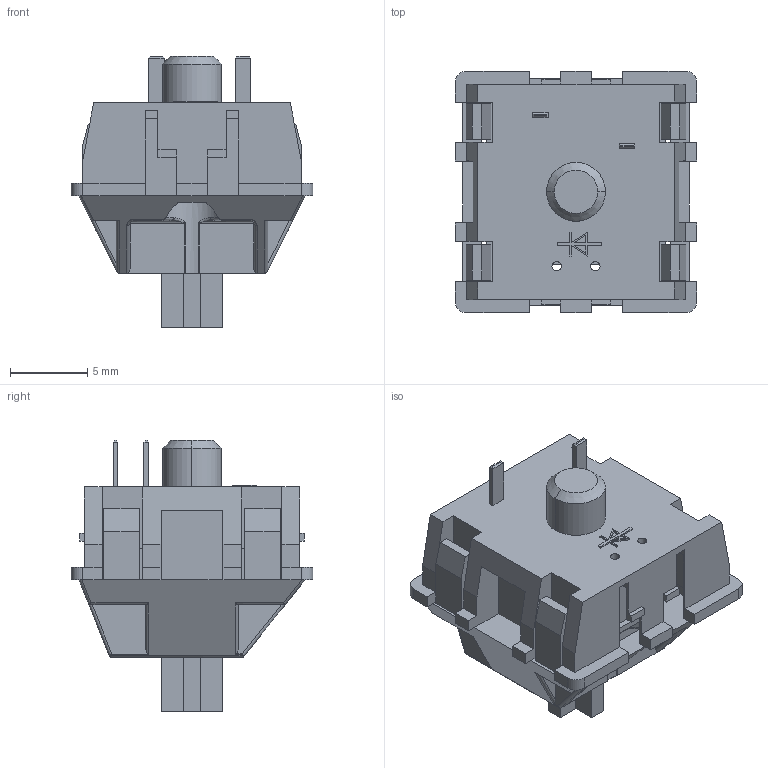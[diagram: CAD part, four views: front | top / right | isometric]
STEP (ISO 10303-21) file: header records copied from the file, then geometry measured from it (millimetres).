
FILE_DESCRIPTION (( 'STEP AP214' ), '1' );
FILE_NAME ('cherrymx switch.STEP', '2015-02-04T02:15:43', ( '' ), ( '' ), 'SwSTEP 2.0', 'SolidWorks 2015', '' );
FILE_SCHEMA (( 'AUTOMOTIVE_DESIGN' ));
Length unit declared in the file: inch
Products named in the file (4): cherry mx plunger; cherrymx top; cherrymx bottom; cherrymx switch
Assembly tree (3 placements, depth 2):
  cherrymx switch
    cherrymx bottom
    cherrymx top
    cherry mx plunger
Bounding box: 15.6 x 15.6 x 17.5 mm (x, y, z)
Volume: 1168.8 mm3; surface area: 2586.9 mm2
Topology: 3 solids, 3 shells, 400 faces, 1111 edges, 725 vertices
Faces by surface type: plane 327, cylinder 58, cone 6, bspline 4, torus 3, sphere 2
Entity records: 13115 total; most frequent: CARTESIAN_POINT 2576, ORIENTED_EDGE 2222, DIRECTION 1929, EDGE_CURVE 1111, LINE 969, VECTOR 969, VERTEX_POINT 725, AXIS2_PLACEMENT_3D 480
